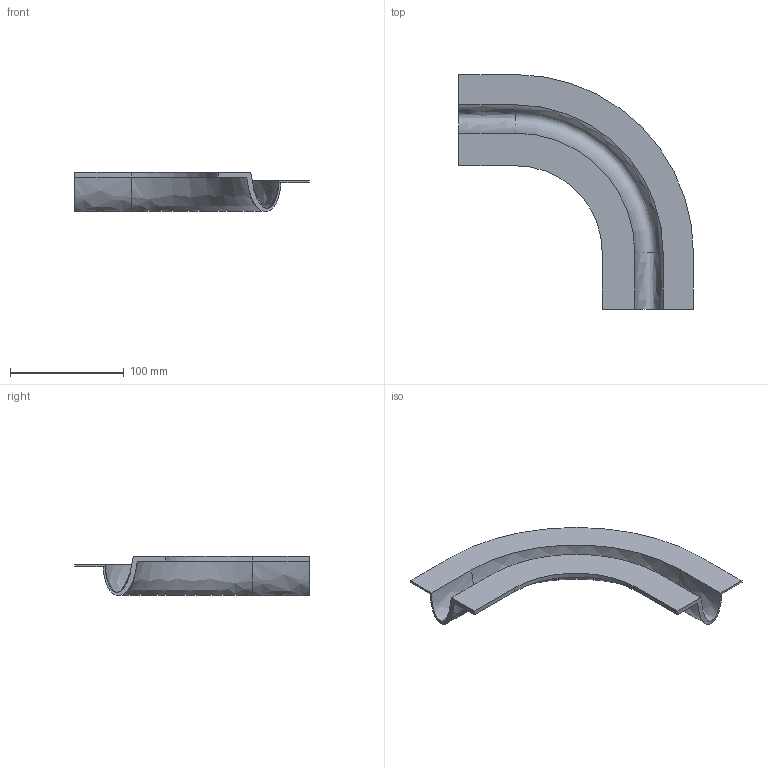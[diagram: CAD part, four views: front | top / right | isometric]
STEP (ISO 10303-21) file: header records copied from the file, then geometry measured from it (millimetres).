
FILE_DESCRIPTION(('FreeCAD Model'),'2;1');
FILE_NAME('Open CASCADE Shape Model','2025-11-25T13:50:21',('FreeCAD'),( 'FreeCAD'),'Open CASCADE STEP processor 7.8','FreeCAD','Unknown');
FILE_SCHEMA(('AUTOMOTIVE_DESIGN { 1 0 10303 214 1 1 1 1 }'));
Length unit declared in the file: millimetre
Products named in the file (1): Open CASCADE STEP translator 7.8 1
Bounding box: 206 x 206 x 34.29 mm (x, y, z)
Volume: 94412.8 mm3; surface area: 69285.5 mm2
Topology: 1 solids, 1 shells, 18 faces, 48 edges, 32 vertices
Faces by surface type: plane 10, extrusion 4, cylinder 2, revolution 2
Entity records: 598 total; most frequent: CARTESIAN_POINT 143, ORIENTED_EDGE 96, DIRECTION 80, EDGE_CURVE 48, VECTOR 36, VERTEX_POINT 32, LINE 32, AXIS2_PLACEMENT_3D 21
